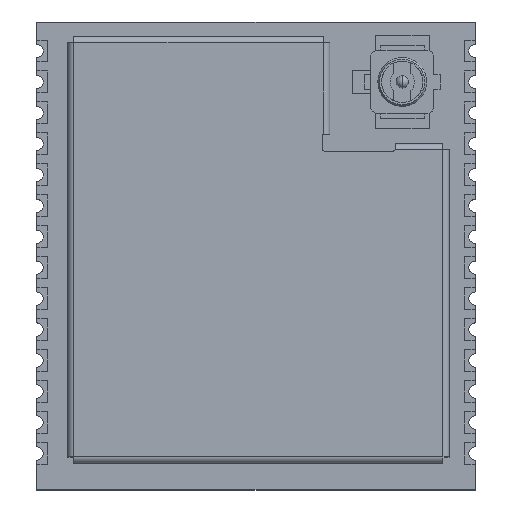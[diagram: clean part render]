
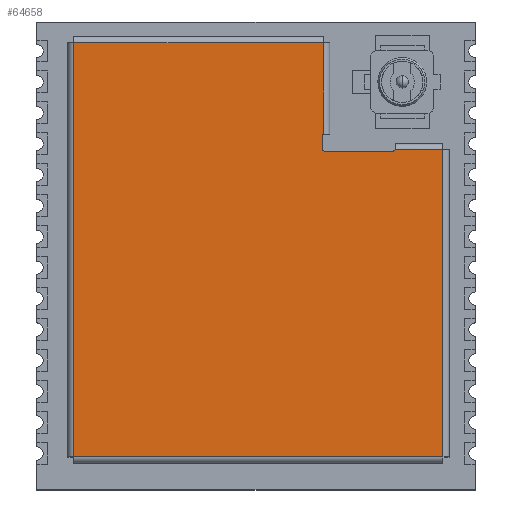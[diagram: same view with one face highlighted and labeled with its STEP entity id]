
A CAD part, top view. The second image highlights one B-rep face of the part: STEP entity #64658.
In plain terms, the highlighted planar face has unit normal (0, 0, 1).
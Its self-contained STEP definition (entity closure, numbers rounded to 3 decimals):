
#496 = VERTEX_POINT ( 'NONE', #86892 ) ;
#1508 = ORIENTED_EDGE ( 'NONE', *, *, #42239, .T. ) ;
#1593 = CARTESIAN_POINT ( 'NONE',  ( 0.25, 17.25, 2.4 ) ) ;
#4453 = DIRECTION ( 'NONE',  ( 0., 0., -1. ) ) ;
#4785 = CARTESIAN_POINT ( 'NONE',  ( 10.45, 12.8, 2.4 ) ) ;
#5166 = AXIS2_PLACEMENT_3D ( 'NONE', #12047, #4453, #35523 ) ;
#6051 = CARTESIAN_POINT ( 'NONE',  ( 13.35, 12.8, 2.4 ) ) ;
#6843 = CARTESIAN_POINT ( 'NONE',  ( 10.45, 13.4, 2.4 ) ) ;
#7159 = CARTESIAN_POINT ( 'NONE',  ( 13.35, 12.9, 2.4 ) ) ;
#12047 = CARTESIAN_POINT ( 'NONE',  ( 0., 0., 2.4 ) ) ;
#15304 = DIRECTION ( 'NONE',  ( 0., -1., 0. ) ) ;
#15807 = VERTEX_POINT ( 'NONE', #53066 ) ;
#17585 = AXIS2_PLACEMENT_3D ( 'NONE', #49814, #50296, #73109 ) ;
#18745 = DIRECTION ( 'NONE',  ( -1., 0., 0. ) ) ;
#18844 = VERTEX_POINT ( 'NONE', #6843 ) ;
#19238 = CARTESIAN_POINT ( 'NONE',  ( 10.55, 13.4, 2.4 ) ) ;
#22331 = EDGE_CURVE ( 'NONE', #67614, #15807, #34773, .T. ) ;
#23297 = DIRECTION ( 'NONE',  ( 1., 0., 0. ) ) ;
#25156 = ORIENTED_EDGE ( 'NONE', *, *, #65301, .T. ) ;
#25408 = LINE ( 'NONE', #26394, #33080 ) ;
#26394 = CARTESIAN_POINT ( 'NONE',  ( 0., 12.85, 2.4 ) ) ;
#26626 = CIRCLE ( 'NONE', #52498, 0.1 ) ;
#26932 = ORIENTED_EDGE ( 'NONE', *, *, #92125, .T. ) ;
#28348 = CARTESIAN_POINT ( 'NONE',  ( 15.4, 0.25, 2.4 ) ) ;
#28777 = DIRECTION ( 'NONE',  ( 0., 1., 0. ) ) ;
#29774 = EDGE_CURVE ( 'NONE', #94288, #56240, #75835, .T. ) ;
#30115 = CARTESIAN_POINT ( 'NONE',  ( 10.45, 13.5, 2.4 ) ) ;
#31997 = CARTESIAN_POINT ( 'NONE',  ( 10.55, 12.8, 2.4 ) ) ;
#33080 = VECTOR ( 'NONE', #42130, 1000. ) ;
#33627 = ORIENTED_EDGE ( 'NONE', *, *, #35356, .T. ) ;
#34556 = CARTESIAN_POINT ( 'NONE',  ( 0., 17.25, 2.4 ) ) ;
#34773 = LINE ( 'NONE', #89938, #72124 ) ;
#35356 = EDGE_CURVE ( 'NONE', #52334, #40167, #37777, .T. ) ;
#35421 = EDGE_CURVE ( 'NONE', #40167, #67614, #94842, .T. ) ;
#35523 = DIRECTION ( 'NONE',  ( -1., 0., 0. ) ) ;
#37053 = VECTOR ( 'NONE', #28777, 1000. ) ;
#37539 = ORIENTED_EDGE ( 'NONE', *, *, #22331, .T. ) ;
#37777 = LINE ( 'NONE', #83895, #93109 ) ;
#38650 = CIRCLE ( 'NONE', #17585, 0.1 ) ;
#39212 = CARTESIAN_POINT ( 'NONE',  ( 10.5, 13.487, 2.4 ) ) ;
#39392 = ORIENTED_EDGE ( 'NONE', *, *, #29774, .F. ) ;
#40167 = VERTEX_POINT ( 'NONE', #80816 ) ;
#42130 = DIRECTION ( 'NONE',  ( -1., 0., 0. ) ) ;
#42239 = EDGE_CURVE ( 'NONE', #15807, #54791, #84144, .T. ) ;
#44533 = EDGE_LOOP ( 'NONE', ( #68104, #95221, #33627, #92564, #37539, #1508, #68302, #25156, #92083, #39392, #26932 ) ) ;
#47021 = AXIS2_PLACEMENT_3D ( 'NONE', #7159, #99456, #77220 ) ;
#49714 = VERTEX_POINT ( 'NONE', #90738 ) ;
#49814 = CARTESIAN_POINT ( 'NONE',  ( 10.55, 12.9, 2.4 ) ) ;
#49942 = EDGE_CURVE ( 'NONE', #18844, #52334, #26626, .T. ) ;
#50296 = DIRECTION ( 'NONE',  ( 0., 0., -1. ) ) ;
#52334 = VERTEX_POINT ( 'NONE', #39212 ) ;
#52498 = AXIS2_PLACEMENT_3D ( 'NONE', #19238, #64853, #18745 ) ;
#52869 = LINE ( 'NONE', #30115, #93699 ) ;
#53028 = EDGE_CURVE ( 'NONE', #94813, #56240, #71339, .T. ) ;
#53066 = CARTESIAN_POINT ( 'NONE',  ( 0.25, 0.25, 2.4 ) ) ;
#54483 = EDGE_CURVE ( 'NONE', #18844, #496, #52869, .T. ) ;
#54791 = VERTEX_POINT ( 'NONE', #28348 ) ;
#55866 = VECTOR ( 'NONE', #90548, 1000. ) ;
#56240 = VERTEX_POINT ( 'NONE', #6051 ) ;
#57317 = DIRECTION ( 'NONE',  ( -1., 0., 0. ) ) ;
#58055 = DIRECTION ( 'NONE',  ( 0., -1., 0. ) ) ;
#64658 = ADVANCED_FACE ( 'NONE', ( #66860 ), #82076, .F. ) ;
#64853 = DIRECTION ( 'NONE',  ( 0., 0., -1. ) ) ;
#65301 = EDGE_CURVE ( 'NONE', #49714, #94813, #25408, .T. ) ;
#66860 = FACE_OUTER_BOUND ( 'NONE', #44533, .T. ) ;
#67614 = VERTEX_POINT ( 'NONE', #1593 ) ;
#68104 = ORIENTED_EDGE ( 'NONE', *, *, #54483, .F. ) ;
#68302 = ORIENTED_EDGE ( 'NONE', *, *, #79250, .T. ) ;
#71339 = CIRCLE ( 'NONE', #47021, 0.1 ) ;
#72124 = VECTOR ( 'NONE', #58055, 1000. ) ;
#72925 = CARTESIAN_POINT ( 'NONE',  ( 13.437, 12.85, 2.4 ) ) ;
#73109 = DIRECTION ( 'NONE',  ( -1., 0., 0. ) ) ;
#75343 = LINE ( 'NONE', #98145, #37053 ) ;
#75835 = LINE ( 'NONE', #4785, #55866 ) ;
#77220 = DIRECTION ( 'NONE',  ( -1., 0., 0. ) ) ;
#79250 = EDGE_CURVE ( 'NONE', #54791, #49714, #75343, .T. ) ;
#80816 = CARTESIAN_POINT ( 'NONE',  ( 10.5, 17.25, 2.4 ) ) ;
#82076 = PLANE ( 'NONE',  #5166 ) ;
#83167 = VECTOR ( 'NONE', #57317, 1000. ) ;
#83370 = DIRECTION ( 'NONE',  ( 0., 1., 0. ) ) ;
#83895 = CARTESIAN_POINT ( 'NONE',  ( 10.5, 0., 2.4 ) ) ;
#84144 = LINE ( 'NONE', #85158, #94857 ) ;
#85158 = CARTESIAN_POINT ( 'NONE',  ( 0., 0.25, 2.4 ) ) ;
#86892 = CARTESIAN_POINT ( 'NONE',  ( 10.45, 12.9, 2.4 ) ) ;
#89938 = CARTESIAN_POINT ( 'NONE',  ( 0.25, 0., 2.4 ) ) ;
#90548 = DIRECTION ( 'NONE',  ( 1., 0., 0. ) ) ;
#90738 = CARTESIAN_POINT ( 'NONE',  ( 15.4, 12.85, 2.4 ) ) ;
#92083 = ORIENTED_EDGE ( 'NONE', *, *, #53028, .T. ) ;
#92125 = EDGE_CURVE ( 'NONE', #94288, #496, #38650, .T. ) ;
#92564 = ORIENTED_EDGE ( 'NONE', *, *, #35421, .T. ) ;
#93109 = VECTOR ( 'NONE', #83370, 1000. ) ;
#93699 = VECTOR ( 'NONE', #15304, 1000. ) ;
#94288 = VERTEX_POINT ( 'NONE', #31997 ) ;
#94813 = VERTEX_POINT ( 'NONE', #72925 ) ;
#94842 = LINE ( 'NONE', #34556, #83167 ) ;
#94857 = VECTOR ( 'NONE', #23297, 1000. ) ;
#95221 = ORIENTED_EDGE ( 'NONE', *, *, #49942, .T. ) ;
#98145 = CARTESIAN_POINT ( 'NONE',  ( 15.4, 0., 2.4 ) ) ;
#99456 = DIRECTION ( 'NONE',  ( 0., 0., -1. ) ) ;
